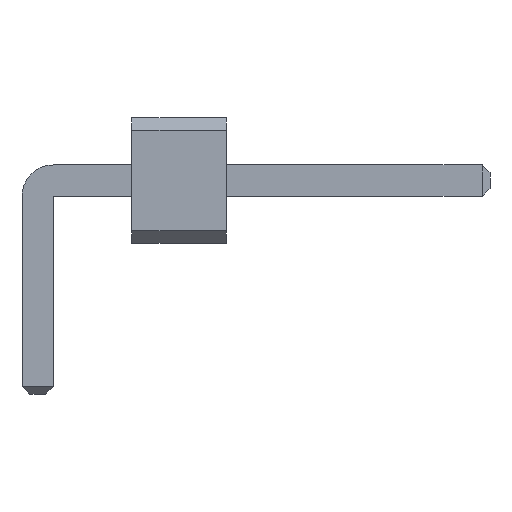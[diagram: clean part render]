
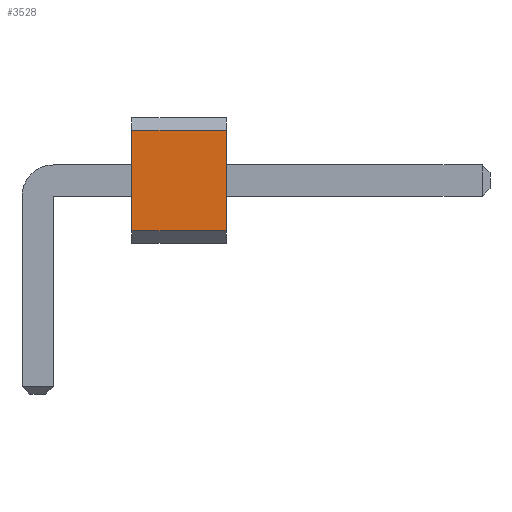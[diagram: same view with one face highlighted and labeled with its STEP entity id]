
A CAD part, front view. The second image highlights one B-rep face of the part: STEP entity #3528.
In plain terms, the highlighted planar face has unit normal (0, -1, 0).
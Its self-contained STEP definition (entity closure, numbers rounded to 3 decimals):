
#430 = VERTEX_POINT('',#431);
#431 = CARTESIAN_POINT('',(1.5,-25.,1.8));
#437 = EDGE_CURVE('',#438,#430,#440,.T.);
#438 = VERTEX_POINT('',#439);
#439 = CARTESIAN_POINT('',(1.5,-25.,0.2));
#440 = LINE('',#441,#442);
#441 = CARTESIAN_POINT('',(1.5,-25.,0.2));
#442 = VECTOR('',#443,1.);
#443 = DIRECTION('',(0.,0.,1.));
#1497 = VERTEX_POINT('',#1498);
#1498 = CARTESIAN_POINT('',(3.,-25.,1.8));
#1504 = EDGE_CURVE('',#1505,#1497,#1507,.T.);
#1505 = VERTEX_POINT('',#1506);
#1506 = CARTESIAN_POINT('',(3.,-25.,0.2));
#1507 = LINE('',#1508,#1509);
#1508 = CARTESIAN_POINT('',(3.,-25.,0.2));
#1509 = VECTOR('',#1510,1.);
#1510 = DIRECTION('',(0.,0.,1.));
#3500 = EDGE_CURVE('',#438,#1505,#3501,.T.);
#3501 = LINE('',#3502,#3503);
#3502 = CARTESIAN_POINT('',(1.5,-25.,0.2));
#3503 = VECTOR('',#3504,1.);
#3504 = DIRECTION('',(1.,0.,0.));
#3528 = ADVANCED_FACE('',(#3529),#3540,.T.);
#3529 = FACE_BOUND('',#3530,.T.);
#3530 = EDGE_LOOP('',(#3531,#3532,#3533,#3539));
#3531 = ORIENTED_EDGE('',*,*,#3500,.T.);
#3532 = ORIENTED_EDGE('',*,*,#1504,.T.);
#3533 = ORIENTED_EDGE('',*,*,#3534,.F.);
#3534 = EDGE_CURVE('',#430,#1497,#3535,.T.);
#3535 = LINE('',#3536,#3537);
#3536 = CARTESIAN_POINT('',(1.5,-25.,1.8));
#3537 = VECTOR('',#3538,1.);
#3538 = DIRECTION('',(1.,0.,0.));
#3539 = ORIENTED_EDGE('',*,*,#437,.F.);
#3540 = PLANE('',#3541);
#3541 = AXIS2_PLACEMENT_3D('',#3542,#3543,#3544);
#3542 = CARTESIAN_POINT('',(1.5,-25.,0.2));
#3543 = DIRECTION('',(0.,-1.,0.));
#3544 = DIRECTION('',(0.,0.,1.));
